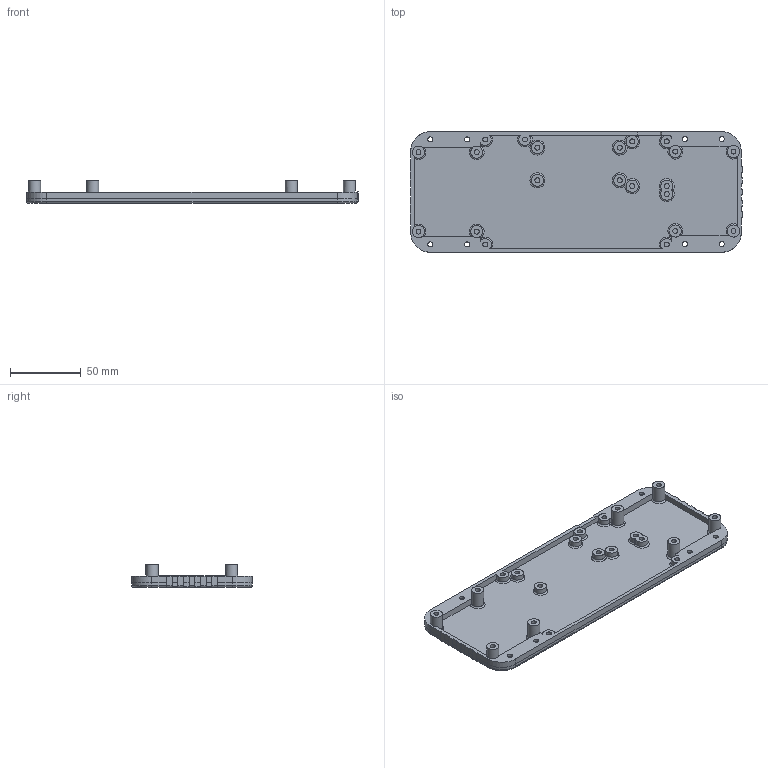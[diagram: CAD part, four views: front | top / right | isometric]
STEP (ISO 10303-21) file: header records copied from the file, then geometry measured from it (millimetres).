
FILE_DESCRIPTION(/* description */ (''),/* implementation_level */ '2;1');
FILE_NAME(/* name */ 'Case_BOTTOM.step',/* time_stamp */ '2022-10-26T12:06:15-05:00',/* author */ (''),/* organization */ (''),/* preprocessor_version */ 'ST-DEVELOPER v19',/* originating_system */ 'Autodesk Translation Framework v11.7.0.108',/* authorisation */ '');
FILE_SCHEMA (('AUTOMOTIVE_DESIGN { 1 0 10303 214 3 1 1 }'));
Length unit declared in the file: millimetre
Products named in the file (1): Case_BOTTOM
Bounding box: 233.99 x 85 x 16 mm (x, y, z)
Volume: 88581.6 mm3; surface area: 51290.5 mm2
Topology: 1 solids, 1 shells, 249 faces, 615 edges, 401 vertices
Faces by surface type: plane 132, cylinder 81, torus 33, sphere 3
Full cylindrical faces by diameter (mm): 3.5 x29, 5.5 x8, 8.5 x14
Entity records: 7751 total; most frequent: CARTESIAN_POINT 1583, DIRECTION 1342, ORIENTED_EDGE 1230, EDGE_CURVE 615, AXIS2_PLACEMENT_3D 508, VERTEX_POINT 401, LINE 326, VECTOR 326
